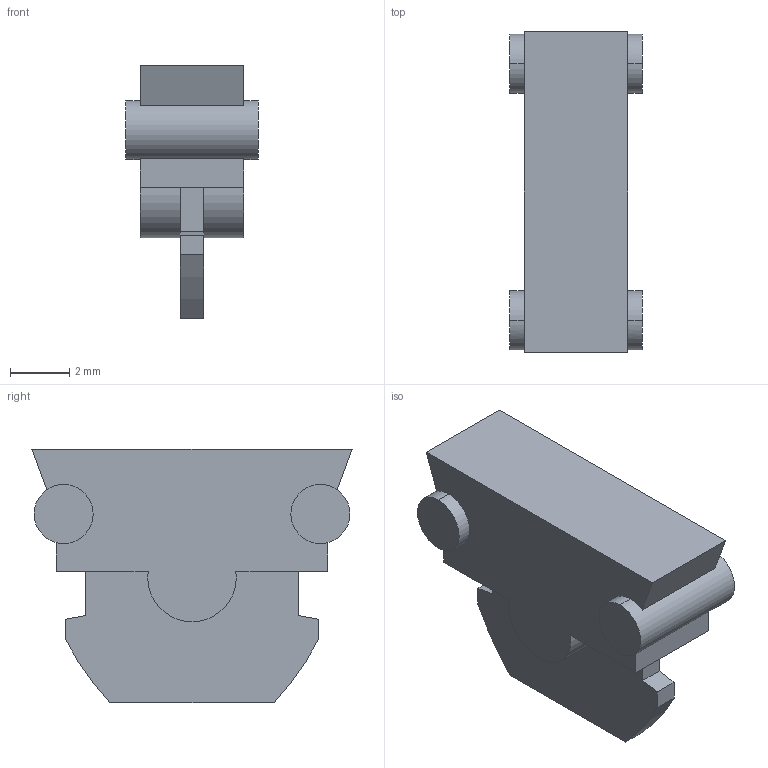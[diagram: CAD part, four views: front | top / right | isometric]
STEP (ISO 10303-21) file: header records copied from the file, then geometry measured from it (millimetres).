
FILE_DESCRIPTION(('Creo Elements/Direct Modeling STEP Export'),'2;1');
FILE_NAME('model.stp','2019-04-15T14:11:38',(''),(''),'Creo Elements/Direct Modeling STEP processor for AP214 (Solid Model)','Creo Elements/Direct Modeling 20.1A 29-Sep-2018 (C) Parametric Technology GmbH','');
FILE_SCHEMA(('AUTOMOTIVE_DESIGN { 1 0 10303 214 1 1 1 1 }'));
Length unit declared in the file: millimetre
Products named in the file (2): P_FIX-select
Assembly tree (1 placements, depth 2):
  P_FIX-select
    P_FIX-select
Bounding box: 4.5 x 10.85 x 8.6 mm (x, y, z)
Volume: 190.4 mm3; surface area: 279.1 mm2
Topology: 1 solids, 1 shells, 32 faces, 94 edges, 64 vertices
Faces by surface type: plane 22, cylinder 10
Entity records: 1272 total; most frequent: ORIENTED_EDGE 188, CARTESIAN_POINT 169, DIRECTION 152, EDGE_CURVE 94, VERTEX_POINT 64, VECTOR 58, LINE 58, AXIS2_PLACEMENT_3D 47
